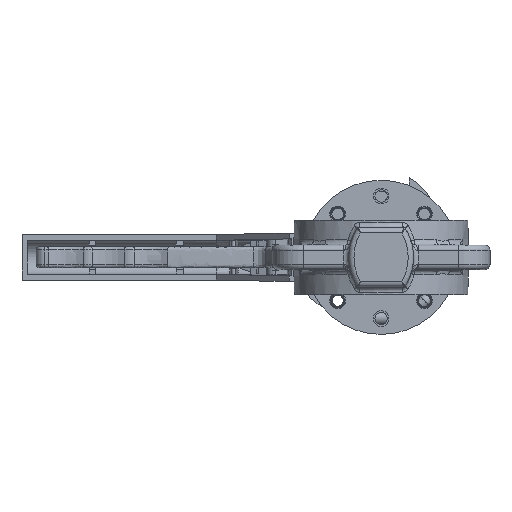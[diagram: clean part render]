
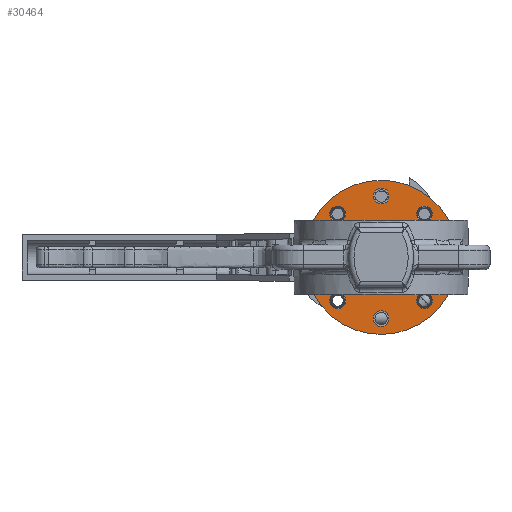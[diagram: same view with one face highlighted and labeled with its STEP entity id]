
A CAD part, front view. The second image highlights one B-rep face of the part: STEP entity #30464.
In plain terms, the highlighted planar face has unit normal (0, -1, 0).
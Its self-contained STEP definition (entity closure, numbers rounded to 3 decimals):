
#671=CIRCLE('',#32060,4.5);
#672=CIRCLE('',#32061,4.5);
#673=CIRCLE('',#32063,4.5);
#674=CIRCLE('',#32064,4.5);
#675=CIRCLE('',#32066,4.5);
#676=CIRCLE('',#32067,4.5);
#677=CIRCLE('',#32069,4.5);
#680=CIRCLE('',#32072,4.5);
#681=CIRCLE('',#32074,4.5);
#684=CIRCLE('',#32077,4.5);
#685=CIRCLE('',#32079,4.5);
#686=CIRCLE('',#32080,4.5);
#701=CIRCLE('',#32104,44.);
#702=CIRCLE('',#32105,44.);
#824=CIRCLE('',#32279,4.);
#825=CIRCLE('',#32280,34.4);
#826=CIRCLE('',#32281,4.);
#827=CIRCLE('',#32282,4.);
#828=CIRCLE('',#32283,34.4);
#829=CIRCLE('',#32284,4.);
#2540=FACE_BOUND('',#4782,.T.);
#2541=FACE_BOUND('',#4783,.T.);
#2542=FACE_BOUND('',#4784,.T.);
#2543=FACE_BOUND('',#4785,.T.);
#2544=FACE_BOUND('',#4786,.T.);
#2545=FACE_BOUND('',#4787,.T.);
#2546=FACE_BOUND('',#4788,.T.);
#3051=FACE_OUTER_BOUND('',#4781,.T.);
#4781=EDGE_LOOP('',(#21018,#21019));
#4782=EDGE_LOOP('',(#21020,#21021,#21022,#21023,#21024,#21025,#21026,#21027));
#4783=EDGE_LOOP('',(#21028,#21029));
#4784=EDGE_LOOP('',(#21030,#21031));
#4785=EDGE_LOOP('',(#21032,#21033));
#4786=EDGE_LOOP('',(#21034,#21035));
#4787=EDGE_LOOP('',(#21036,#21037));
#4788=EDGE_LOOP('',(#21038,#21039));
#7598=LINE('',#49396,#9846);
#7599=LINE('',#49404,#9847);
#9846=VECTOR('',#36457,1000.);
#9847=VECTOR('',#36464,1000.);
#12006=VERTEX_POINT('',#46674);
#12007=VERTEX_POINT('',#46675);
#12008=VERTEX_POINT('',#46680);
#12009=VERTEX_POINT('',#46681);
#12010=VERTEX_POINT('',#46686);
#12011=VERTEX_POINT('',#46687);
#12012=VERTEX_POINT('',#46692);
#12013=VERTEX_POINT('',#46693);
#12016=VERTEX_POINT('',#46702);
#12017=VERTEX_POINT('',#46703);
#12020=VERTEX_POINT('',#46712);
#12021=VERTEX_POINT('',#46713);
#12063=VERTEX_POINT('',#47502);
#12064=VERTEX_POINT('',#47504);
#12247=VERTEX_POINT('',#49394);
#12248=VERTEX_POINT('',#49395);
#12249=VERTEX_POINT('',#49397);
#12250=VERTEX_POINT('',#49399);
#12251=VERTEX_POINT('',#49401);
#12252=VERTEX_POINT('',#49403);
#12253=VERTEX_POINT('',#49405);
#12254=VERTEX_POINT('',#49407);
#15184=EDGE_CURVE('',#12006,#12007,#671,.T.);
#15186=EDGE_CURVE('',#12007,#12006,#672,.T.);
#15187=EDGE_CURVE('',#12008,#12009,#673,.T.);
#15189=EDGE_CURVE('',#12009,#12008,#674,.T.);
#15190=EDGE_CURVE('',#12010,#12011,#675,.T.);
#15192=EDGE_CURVE('',#12011,#12010,#676,.T.);
#15193=EDGE_CURVE('',#12012,#12013,#677,.T.);
#15197=EDGE_CURVE('',#12013,#12012,#680,.T.);
#15198=EDGE_CURVE('',#12016,#12017,#681,.T.);
#15202=EDGE_CURVE('',#12017,#12016,#684,.T.);
#15203=EDGE_CURVE('',#12020,#12021,#685,.T.);
#15205=EDGE_CURVE('',#12021,#12020,#686,.T.);
#15254=EDGE_CURVE('',#12063,#12064,#701,.T.);
#15255=EDGE_CURVE('',#12064,#12063,#702,.T.);
#15477=EDGE_CURVE('',#12247,#12248,#7598,.T.);
#15478=EDGE_CURVE('',#12248,#12249,#824,.T.);
#15479=EDGE_CURVE('',#12249,#12250,#825,.T.);
#15480=EDGE_CURVE('',#12250,#12251,#826,.T.);
#15481=EDGE_CURVE('',#12251,#12252,#7599,.T.);
#15482=EDGE_CURVE('',#12252,#12253,#827,.T.);
#15483=EDGE_CURVE('',#12253,#12254,#828,.T.);
#15484=EDGE_CURVE('',#12254,#12247,#829,.T.);
#21018=ORIENTED_EDGE('',*,*,#15255,.F.);
#21019=ORIENTED_EDGE('',*,*,#15254,.F.);
#21020=ORIENTED_EDGE('',*,*,#15477,.T.);
#21021=ORIENTED_EDGE('',*,*,#15478,.T.);
#21022=ORIENTED_EDGE('',*,*,#15479,.T.);
#21023=ORIENTED_EDGE('',*,*,#15480,.T.);
#21024=ORIENTED_EDGE('',*,*,#15481,.T.);
#21025=ORIENTED_EDGE('',*,*,#15482,.T.);
#21026=ORIENTED_EDGE('',*,*,#15483,.T.);
#21027=ORIENTED_EDGE('',*,*,#15484,.T.);
#21028=ORIENTED_EDGE('',*,*,#15184,.F.);
#21029=ORIENTED_EDGE('',*,*,#15186,.F.);
#21030=ORIENTED_EDGE('',*,*,#15187,.F.);
#21031=ORIENTED_EDGE('',*,*,#15189,.F.);
#21032=ORIENTED_EDGE('',*,*,#15190,.F.);
#21033=ORIENTED_EDGE('',*,*,#15192,.F.);
#21034=ORIENTED_EDGE('',*,*,#15193,.F.);
#21035=ORIENTED_EDGE('',*,*,#15197,.F.);
#21036=ORIENTED_EDGE('',*,*,#15198,.F.);
#21037=ORIENTED_EDGE('',*,*,#15202,.F.);
#21038=ORIENTED_EDGE('',*,*,#15203,.F.);
#21039=ORIENTED_EDGE('',*,*,#15205,.F.);
#27849=PLANE('',#32278);
#30464=ADVANCED_FACE('',(#3051,#2540,#2541,#2542,#2543,#2544,#2545,#2546),
#27849,.F.);
#32060=AXIS2_PLACEMENT_3D('',#46676,#35942,#35943);
#32061=AXIS2_PLACEMENT_3D('',#46678,#35945,#35946);
#32063=AXIS2_PLACEMENT_3D('',#46682,#35949,#35950);
#32064=AXIS2_PLACEMENT_3D('',#46684,#35952,#35953);
#32066=AXIS2_PLACEMENT_3D('',#46688,#35956,#35957);
#32067=AXIS2_PLACEMENT_3D('',#46690,#35959,#35960);
#32069=AXIS2_PLACEMENT_3D('',#46694,#35963,#35964);
#32072=AXIS2_PLACEMENT_3D('',#46700,#35970,#35971);
#32074=AXIS2_PLACEMENT_3D('',#46704,#35974,#35975);
#32077=AXIS2_PLACEMENT_3D('',#46710,#35981,#35982);
#32079=AXIS2_PLACEMENT_3D('',#46714,#35985,#35986);
#32080=AXIS2_PLACEMENT_3D('',#46716,#35988,#35989);
#32104=AXIS2_PLACEMENT_3D('',#47505,#36051,#36052);
#32105=AXIS2_PLACEMENT_3D('',#47506,#36053,#36054);
#32278=AXIS2_PLACEMENT_3D('',#49393,#36455,#36456);
#32279=AXIS2_PLACEMENT_3D('',#49398,#36458,#36459);
#32280=AXIS2_PLACEMENT_3D('',#49400,#36460,#36461);
#32281=AXIS2_PLACEMENT_3D('',#49402,#36462,#36463);
#32282=AXIS2_PLACEMENT_3D('',#49406,#36465,#36466);
#32283=AXIS2_PLACEMENT_3D('',#49408,#36467,#36468);
#32284=AXIS2_PLACEMENT_3D('',#49409,#36469,#36470);
#35942=DIRECTION('center_axis',(0.,-1.,0.));
#35943=DIRECTION('ref_axis',(0.,0.,1.));
#35945=DIRECTION('center_axis',(0.,-1.,0.));
#35946=DIRECTION('ref_axis',(0.,0.,1.));
#35949=DIRECTION('center_axis',(0.,-1.,0.));
#35950=DIRECTION('ref_axis',(0.,0.,1.));
#35952=DIRECTION('center_axis',(0.,-1.,0.));
#35953=DIRECTION('ref_axis',(0.,0.,1.));
#35956=DIRECTION('center_axis',(0.,-1.,0.));
#35957=DIRECTION('ref_axis',(0.,0.,1.));
#35959=DIRECTION('center_axis',(0.,-1.,0.));
#35960=DIRECTION('ref_axis',(0.,0.,1.));
#35963=DIRECTION('center_axis',(0.,-1.,0.));
#35964=DIRECTION('ref_axis',(0.,0.,1.));
#35970=DIRECTION('center_axis',(0.,-1.,0.));
#35971=DIRECTION('ref_axis',(0.,0.,1.));
#35974=DIRECTION('center_axis',(0.,-1.,0.));
#35975=DIRECTION('ref_axis',(0.,0.,1.));
#35981=DIRECTION('center_axis',(0.,-1.,0.));
#35982=DIRECTION('ref_axis',(0.,0.,1.));
#35985=DIRECTION('center_axis',(0.,-1.,0.));
#35986=DIRECTION('ref_axis',(0.,0.,1.));
#35988=DIRECTION('center_axis',(0.,-1.,0.));
#35989=DIRECTION('ref_axis',(0.,0.,1.));
#36051=DIRECTION('center_axis',(0.,1.,0.));
#36052=DIRECTION('ref_axis',(0.,0.,1.));
#36053=DIRECTION('center_axis',(0.,1.,0.));
#36054=DIRECTION('ref_axis',(0.,0.,1.));
#36455=DIRECTION('center_axis',(0.,1.,0.));
#36456=DIRECTION('ref_axis',(0.,0.,1.));
#36457=DIRECTION('',(-1.,0.,0.));
#36458=DIRECTION('center_axis',(0.,1.,0.));
#36459=DIRECTION('ref_axis',(0.,0.,1.));
#36460=DIRECTION('center_axis',(0.,1.,0.));
#36461=DIRECTION('ref_axis',(0.,0.,1.));
#36462=DIRECTION('center_axis',(0.,1.,0.));
#36463=DIRECTION('ref_axis',(0.,0.,1.));
#36464=DIRECTION('',(1.,0.,0.));
#36465=DIRECTION('center_axis',(0.,1.,0.));
#36466=DIRECTION('ref_axis',(0.,0.,1.));
#36467=DIRECTION('center_axis',(0.,1.,0.));
#36468=DIRECTION('ref_axis',(0.,0.,1.));
#36469=DIRECTION('center_axis',(0.,1.,0.));
#36470=DIRECTION('ref_axis',(0.,0.,1.));
#46674=CARTESIAN_POINT('',(-24.749,132.,29.249));
#46675=CARTESIAN_POINT('',(-24.749,132.,20.249));
#46676=CARTESIAN_POINT('Origin',(-24.749,132.,24.749));
#46678=CARTESIAN_POINT('Origin',(-24.749,132.,24.749));
#46680=CARTESIAN_POINT('',(24.749,132.,29.249));
#46681=CARTESIAN_POINT('',(24.749,132.,20.249));
#46682=CARTESIAN_POINT('Origin',(24.749,132.,24.749));
#46684=CARTESIAN_POINT('Origin',(24.749,132.,24.749));
#46686=CARTESIAN_POINT('',(-24.749,132.,-20.249));
#46687=CARTESIAN_POINT('',(-24.749,132.,-29.249));
#46688=CARTESIAN_POINT('Origin',(-24.749,132.,-24.749));
#46690=CARTESIAN_POINT('Origin',(-24.749,132.,-24.749));
#46692=CARTESIAN_POINT('',(0.,132.,39.5));
#46693=CARTESIAN_POINT('',(0.,132.,30.5));
#46694=CARTESIAN_POINT('Origin',(0.,132.,35.));
#46700=CARTESIAN_POINT('Origin',(0.,132.,35.));
#46702=CARTESIAN_POINT('',(0.,132.,-30.5));
#46703=CARTESIAN_POINT('',(0.,132.,-39.5));
#46704=CARTESIAN_POINT('Origin',(0.,132.,-35.));
#46710=CARTESIAN_POINT('Origin',(0.,132.,-35.));
#46712=CARTESIAN_POINT('',(24.749,132.,-20.249));
#46713=CARTESIAN_POINT('',(24.749,132.,-29.249));
#46714=CARTESIAN_POINT('Origin',(24.749,132.,-24.749));
#46716=CARTESIAN_POINT('Origin',(24.749,132.,-24.749));
#47502=CARTESIAN_POINT('',(0.,132.,-44.));
#47504=CARTESIAN_POINT('',(0.,132.,44.));
#47505=CARTESIAN_POINT('Origin',(0.,132.,0.));
#47506=CARTESIAN_POINT('Origin',(0.,132.,0.));
#49393=CARTESIAN_POINT('Origin',(0.,132.,0.));
#49394=CARTESIAN_POINT('',(12.949,132.,-20.));
#49395=CARTESIAN_POINT('',(-12.949,132.,-20.));
#49396=CARTESIAN_POINT('',(-12.949,132.,-20.));
#49397=CARTESIAN_POINT('',(-16.35,132.,-18.105));
#49398=CARTESIAN_POINT('Origin',(-12.949,132.,-16.));
#49399=CARTESIAN_POINT('',(-16.35,132.,18.105));
#49400=CARTESIAN_POINT('Origin',(12.9,132.,0.));
#49401=CARTESIAN_POINT('',(-12.949,132.,20.));
#49402=CARTESIAN_POINT('Origin',(-12.949,132.,16.));
#49403=CARTESIAN_POINT('',(12.949,132.,20.));
#49404=CARTESIAN_POINT('',(12.949,132.,20.));
#49405=CARTESIAN_POINT('',(16.35,132.,18.105));
#49406=CARTESIAN_POINT('Origin',(12.949,132.,16.));
#49407=CARTESIAN_POINT('',(16.35,132.,-18.105));
#49408=CARTESIAN_POINT('Origin',(-12.9,132.,0.));
#49409=CARTESIAN_POINT('Origin',(12.949,132.,-16.));
